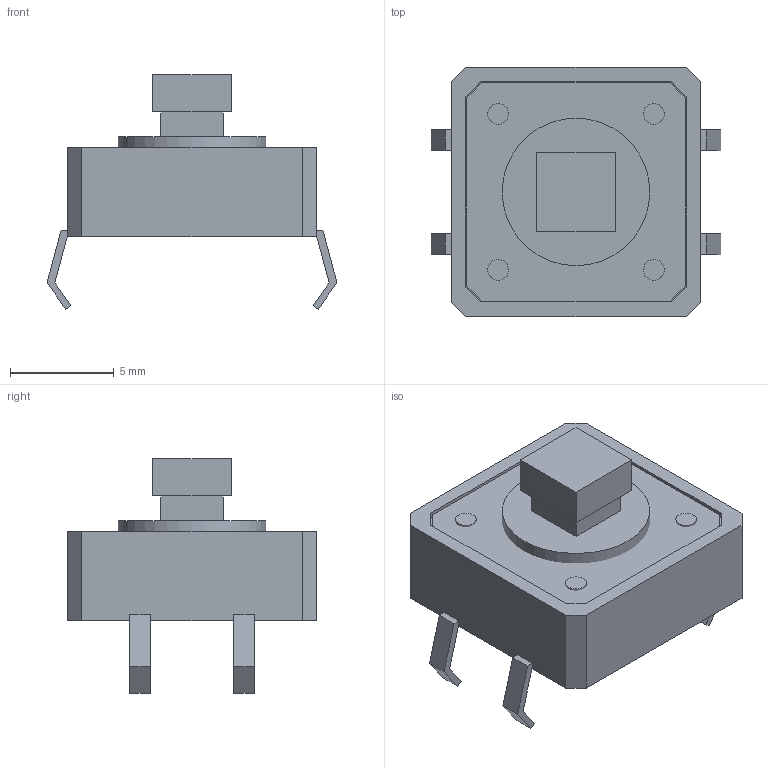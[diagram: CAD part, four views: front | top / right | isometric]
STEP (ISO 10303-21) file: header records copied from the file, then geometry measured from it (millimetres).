
FILE_DESCRIPTION(('FreeCAD Model'),'2;1');
FILE_NAME('Open CASCADE Shape Model','2024-12-12T18:55:06',('Author'),( ''),'Open CASCADE STEP processor 7.8','FreeCAD','Unknown');
FILE_SCHEMA(('AUTOMOTIVE_DESIGN { 1 0 10303 214 1 1 1 1 }'));
Length unit declared in the file: millimetre
Products named in the file (8): Unnamed; Body; Plate; Plunger; Pin1; Pin002; Pin003; Pin004
Assembly tree (7 placements, depth 2):
  Unnamed
    Body
    Plate
    Plunger
    Pin1
    Pin002
    Pin003
    Pin004
Bounding box: 13.94 x 12 x 11.3 mm (x, y, z)
Volume: 676.6 mm3; surface area: 934.3 mm2
Topology: 7 solids, 7 shells, 90 faces, 207 edges, 138 vertices
Faces by surface type: plane 85, cylinder 5
Full cylindrical faces by diameter (mm): 1 x4, 7.1 x1
Entity records: 2700 total; most frequent: CARTESIAN_POINT 443, ORIENTED_EDGE 414, DIRECTION 413, EDGE_CURVE 207, LINE 197, VECTOR 197, VERTEX_POINT 138, AXIS2_PLACEMENT_3D 108
